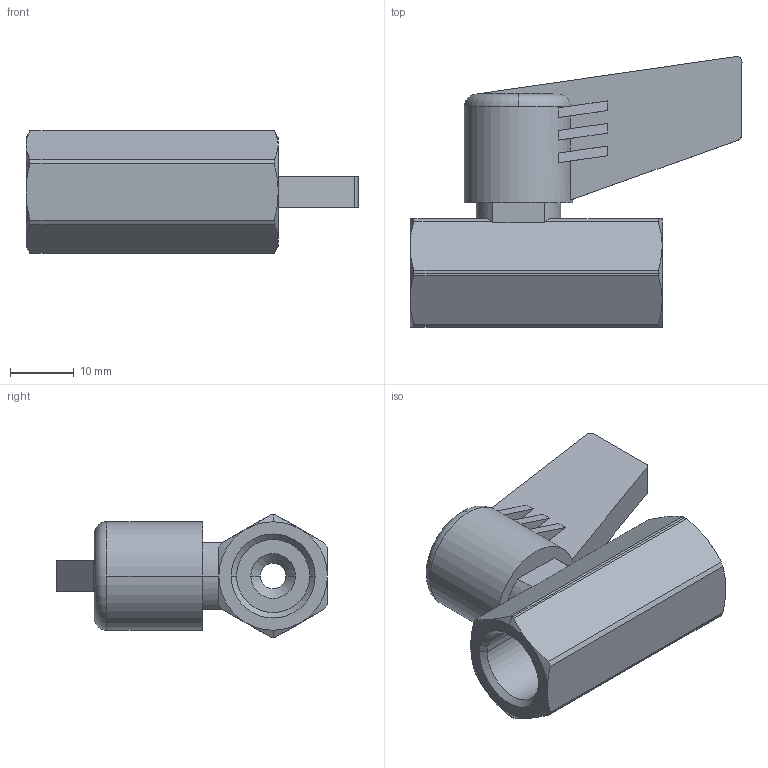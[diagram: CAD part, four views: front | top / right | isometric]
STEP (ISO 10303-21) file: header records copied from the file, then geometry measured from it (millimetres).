
FILE_DESCRIPTION(('STEP AP214'),'1');
FILE_NAME('0492_04_13.stp','2016-07-07T14:24:01',('TraceParts'),('TraceParts S.A.'),'Spatial InterOp 3D',' ',' ');
FILE_SCHEMA(('automotive_design'));
Length unit declared in the file: millimetre
Products named in the file (1): 1
Bounding box: 52 x 42.42 x 19.16 mm (x, y, z)
Volume: 14073.4 mm3; surface area: 6036.3 mm2
Topology: 1 solids, 1 shells, 93 faces, 239 edges, 151 vertices
Faces by surface type: plane 42, cylinder 24, cone 24, torus 3
Entity records: 3032 total; most frequent: CARTESIAN_POINT 766, DIRECTION 485, ORIENTED_EDGE 478, EDGE_CURVE 239, AXIS2_PLACEMENT_3D 188, VERTEX_POINT 151, LINE 109, VECTOR 109
